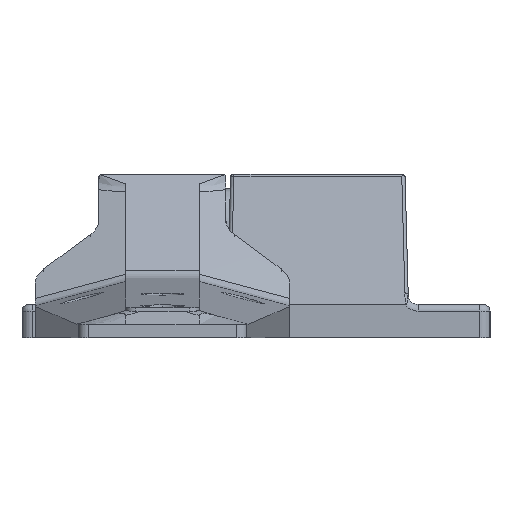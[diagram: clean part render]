
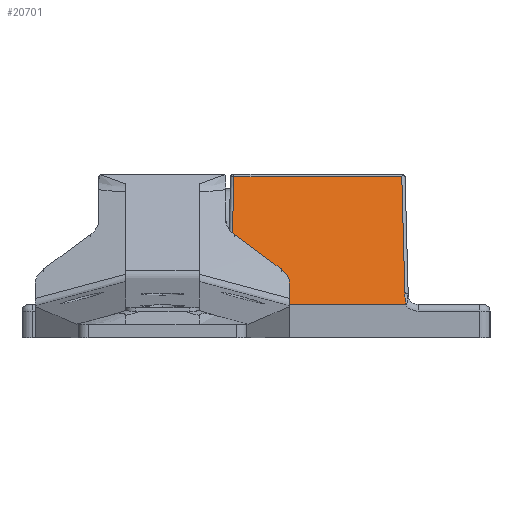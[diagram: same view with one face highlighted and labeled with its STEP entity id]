
A CAD part, left-side view. The second image highlights one B-rep face of the part: STEP entity #20701.
In plain terms, the highlighted planar face has unit normal (-0.969, 0, 0.248).
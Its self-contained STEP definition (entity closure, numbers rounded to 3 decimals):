
#3542 = EDGE_CURVE ( 'NONE', #13928, #13920, #13393, .T. ) ;
#3650 = EDGE_CURVE ( 'NONE', #13929, #13918, #21654, .T. ) ;
#3667 = EDGE_CURVE ( 'NONE', #13925, #13928, #21675, .T. ) ;
#3690 = EDGE_CURVE ( 'NONE', #13918, #13925, #21709, .T. ) ;
#3695 = EDGE_CURVE ( 'NONE', #13920, #13917, #21715, .T. ) ;
#3698 = EDGE_CURVE ( 'NONE', #13917, #13929, #13402, .T. ) ;
#5107 = CARTESIAN_POINT ( 'NONE',  ( -23.969, -52.623, -22.878 ) ) ;
#5108 = CARTESIAN_POINT ( 'NONE',  ( -14.193, -51.607, 15.248 ) ) ;
#5110 = CARTESIAN_POINT ( 'NONE',  ( -23.969, -0.921, -22.878 ) ) ;
#5115 = CARTESIAN_POINT ( 'NONE',  ( -14.193, -1.393, 15.248 ) ) ;
#5118 = CARTESIAN_POINT ( 'NONE',  ( -23.73, -0.419, -21.947 ) ) ;
#5119 = CARTESIAN_POINT ( 'NONE',  ( -23.117, -52.518, -19.558 ) ) ;
#9629 = FACE_OUTER_BOUND ( 'NONE', #14733, .T. ) ;
#9631 = AXIS2_PLACEMENT_3D ( 'NONE', #11758, #11759, #11760 ) ;
#11757 = PLANE ( 'NONE',  #9631 ) ;
#11758 = CARTESIAN_POINT ( 'NONE',  ( -24., 62., -23. ) ) ;
#11759 = DIRECTION ( 'NONE',  ( 0.969, 0., -0.248 ) ) ;
#11760 = DIRECTION ( 'NONE',  ( -0.248, 0., -0.969 ) ) ;
#13393 = B_SPLINE_CURVE_WITH_KNOTS ( 'NONE', 3,
 ( #20206, #20207, #20208, #20209, #20210, #20211, #20212, #20213 ),
 .UNSPECIFIED., .F., .F.,
 ( 4, 2, 2, 4 ),
 ( 0.002, 0.002, 0.002, 0.003 ),
 .UNSPECIFIED. ) ;
#13402 = B_SPLINE_CURVE_WITH_KNOTS ( 'NONE', 3,
 ( #21714, #21718, #21719, #21720, #21721, #21722, #21723, #21724, #21725, #21726, #21727, #21728, #21729, #21730, #21731, #21732, #21733, #21734 ),
 .UNSPECIFIED., .F., .F.,
 ( 4, 2, 2, 2, 2, 2, 2, 2, 4 ),
 ( 0., 0., 0., 0., 0.001, 0.001, 0.002, 0.003, 0.004 ),
 .UNSPECIFIED. ) ;
#13917 = VERTEX_POINT ( 'NONE', #5107 ) ;
#13918 = VERTEX_POINT ( 'NONE', #5108 ) ;
#13920 = VERTEX_POINT ( 'NONE', #5110 ) ;
#13925 = VERTEX_POINT ( 'NONE', #5115 ) ;
#13928 = VERTEX_POINT ( 'NONE', #5118 ) ;
#13929 = VERTEX_POINT ( 'NONE', #5119 ) ;
#14733 = EDGE_LOOP ( 'NONE', ( #16298, #16300, #16299, #16301, #16302, #16303 ) ) ;
#16298 = ORIENTED_EDGE ( 'NONE', *, *, #3542, .T. ) ;
#16299 = ORIENTED_EDGE ( 'NONE', *, *, #3698, .T. ) ;
#16300 = ORIENTED_EDGE ( 'NONE', *, *, #3695, .T. ) ;
#16301 = ORIENTED_EDGE ( 'NONE', *, *, #3650, .T. ) ;
#16302 = ORIENTED_EDGE ( 'NONE', *, *, #3690, .T. ) ;
#16303 = ORIENTED_EDGE ( 'NONE', *, *, #3667, .T. ) ;
#20206 = CARTESIAN_POINT ( 'NONE',  ( -23.73, -0.419, -21.947 ) ) ;
#20207 = CARTESIAN_POINT ( 'NONE',  ( -23.771, -0.494, -22.107 ) ) ;
#20208 = CARTESIAN_POINT ( 'NONE',  ( -23.813, -0.56, -22.272 ) ) ;
#20209 = CARTESIAN_POINT ( 'NONE',  ( -23.875, -0.67, -22.514 ) ) ;
#20210 = CARTESIAN_POINT ( 'NONE',  ( -23.896, -0.708, -22.594 ) ) ;
#20211 = CARTESIAN_POINT ( 'NONE',  ( -23.935, -0.799, -22.746 ) ) ;
#20212 = CARTESIAN_POINT ( 'NONE',  ( -23.954, -0.853, -22.819 ) ) ;
#20213 = CARTESIAN_POINT ( 'NONE',  ( -23.969, -0.921, -22.878 ) ) ;
#20701 = ADVANCED_FACE ( 'NONE', ( #9629 ), #11757, .F. ) ;
#21255 = VECTOR ( 'NONE', #21656, 1000. ) ;
#21262 = VECTOR ( 'NONE', #21677, 1000. ) ;
#21272 = VECTOR ( 'NONE', #21711, 1000. ) ;
#21273 = VECTOR ( 'NONE', #21717, 1000. ) ;
#21654 = LINE ( 'NONE', #21655, #21255 ) ;
#21655 = CARTESIAN_POINT ( 'NONE',  ( -23.278, -52.535, -20.186 ) ) ;
#21656 = DIRECTION ( 'NONE',  ( 0.248, 0.025, 0.968 ) ) ;
#21675 = LINE ( 'NONE', #21676, #21262 ) ;
#21676 = CARTESIAN_POINT ( 'NONE',  ( -24.393, -0.351, -24.532 ) ) ;
#21677 = DIRECTION ( 'NONE',  ( -0.248, 0.025, -0.968 ) ) ;
#21709 = LINE ( 'NONE', #21710, #21272 ) ;
#21710 = CARTESIAN_POINT ( 'NONE',  ( -14.193, 62., 15.248 ) ) ;
#21711 = DIRECTION ( 'NONE',  ( 0., 1., 0. ) ) ;
#21714 = CARTESIAN_POINT ( 'NONE',  ( -23.969, -52.623, -22.878 ) ) ;
#21715 = LINE ( 'NONE', #21716, #21273 ) ;
#21716 = CARTESIAN_POINT ( 'NONE',  ( -23.969, 62., -22.878 ) ) ;
#21717 = DIRECTION ( 'NONE',  ( 0., -1., 0. ) ) ;
#21718 = CARTESIAN_POINT ( 'NONE',  ( -23.969, -52.66, -22.878 ) ) ;
#21719 = CARTESIAN_POINT ( 'NONE',  ( -23.967, -52.698, -22.873 ) ) ;
#21720 = CARTESIAN_POINT ( 'NONE',  ( -23.96, -52.769, -22.845 ) ) ;
#21721 = CARTESIAN_POINT ( 'NONE',  ( -23.954, -52.799, -22.822 ) ) ;
#21722 = CARTESIAN_POINT ( 'NONE',  ( -23.932, -52.865, -22.733 ) ) ;
#21723 = CARTESIAN_POINT ( 'NONE',  ( -23.912, -52.875, -22.656 ) ) ;
#21724 = CARTESIAN_POINT ( 'NONE',  ( -23.874, -52.877, -22.51 ) ) ;
#21725 = CARTESIAN_POINT ( 'NONE',  ( -23.856, -52.868, -22.438 ) ) ;
#21726 = CARTESIAN_POINT ( 'NONE',  ( -23.819, -52.845, -22.294 ) ) ;
#21727 = CARTESIAN_POINT ( 'NONE',  ( -23.801, -52.83, -22.222 ) ) ;
#21728 = CARTESIAN_POINT ( 'NONE',  ( -23.709, -52.752, -21.866 ) ) ;
#21729 = CARTESIAN_POINT ( 'NONE',  ( -23.637, -52.679, -21.583 ) ) ;
#21730 = CARTESIAN_POINT ( 'NONE',  ( -23.49, -52.569, -21.01 ) ) ;
#21731 = CARTESIAN_POINT ( 'NONE',  ( -23.416, -52.529, -20.721 ) ) ;
#21732 = CARTESIAN_POINT ( 'NONE',  ( -23.267, -52.491, -20.139 ) ) ;
#21733 = CARTESIAN_POINT ( 'NONE',  ( -23.192, -52.493, -19.849 ) ) ;
#21734 = CARTESIAN_POINT ( 'NONE',  ( -23.117, -52.518, -19.558 ) ) ;
